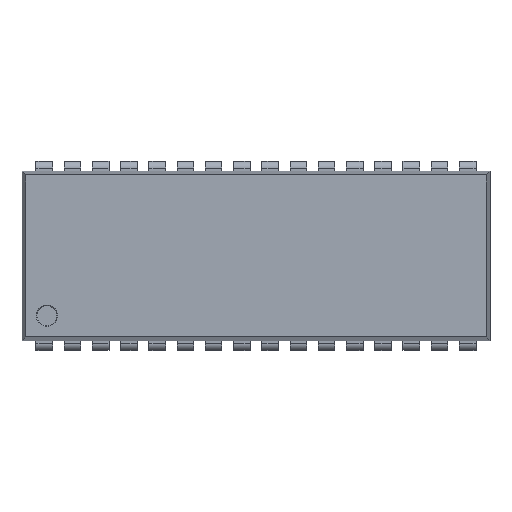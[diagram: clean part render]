
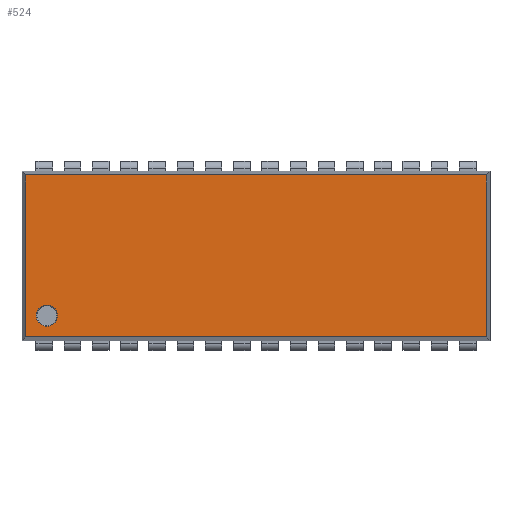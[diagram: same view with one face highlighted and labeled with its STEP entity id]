
A CAD part, top view. The second image highlights one B-rep face of the part: STEP entity #524.
In plain terms, the highlighted planar face has unit normal (0, 0, 1).
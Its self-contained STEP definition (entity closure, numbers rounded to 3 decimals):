
#524=ADVANCED_FACE('',(#1148,#1150),#1152,.T.);
#1148=FACE_BOUND('',#1149,.T.);
#1149=EDGE_LOOP('',(#1616,#1617,#1618,#1619));
#1150=FACE_BOUND('',#1151,.T.);
#1151=EDGE_LOOP('',(#1620));
#1152=PLANE('',#1153);
#1153=AXIS2_PLACEMENT_3D('',#1154,#1155,#1156);
#1154=CARTESIAN_POINT('',(0.,0.,3.5));
#1155=DIRECTION('',(0.,0.,1.));
#1156=DIRECTION('',(1.,0.,0.));
#1616=ORIENTED_EDGE('',*,*,#1972,.T.);
#1617=ORIENTED_EDGE('',*,*,#1973,.T.);
#1618=ORIENTED_EDGE('',*,*,#1974,.T.);
#1619=ORIENTED_EDGE('',*,*,#1975,.T.);
#1620=ORIENTED_EDGE('',*,*,#1976,.T.);
#1972=EDGE_CURVE('',#2214,#2215,#2216,.T.);
#1973=EDGE_CURVE('',#2215,#2217,#2218,.T.);
#1974=EDGE_CURVE('',#2217,#2219,#2220,.T.);
#1975=EDGE_CURVE('',#2219,#2214,#2221,.T.);
#1976=EDGE_CURVE('',#2222,#2222,#2223,.F.);
#2214=VERTEX_POINT('',#2850);
#2215=VERTEX_POINT('',#2851);
#2216=LINE('',#2852,#2853);
#2217=VERTEX_POINT('',#2855);
#2218=LINE('',#2856,#2857);
#2219=VERTEX_POINT('',#2859);
#2220=LINE('',#2860,#2861);
#2221=LINE('',#2863,#2864);
#2222=VERTEX_POINT('',#2866);
#2223=CIRCLE('',#2867,0.476);
#2850=CARTESIAN_POINT('',(10.356,3.641,3.5));
#2851=CARTESIAN_POINT('',(-10.356,3.641,3.5));
#2852=CARTESIAN_POINT('',(10.356,3.641,3.5));
#2853=VECTOR('',#2854,1.);
#2854=DIRECTION('',(-1.,0.,0.));
#2855=CARTESIAN_POINT('',(-10.356,-3.641,3.5));
#2856=CARTESIAN_POINT('',(-10.356,3.641,3.5));
#2857=VECTOR('',#2858,1.);
#2858=DIRECTION('',(0.,-1.,0.));
#2859=CARTESIAN_POINT('',(10.356,-3.641,3.5));
#2860=CARTESIAN_POINT('',(-10.356,-3.641,3.5));
#2861=VECTOR('',#2862,1.);
#2862=DIRECTION('',(1.,0.,0.));
#2863=CARTESIAN_POINT('',(10.356,-3.641,3.5));
#2864=VECTOR('',#2865,1.);
#2865=DIRECTION('',(0.,1.,0.));
#2866=CARTESIAN_POINT('',(-8.928,-2.689,3.5));
#2867=AXIS2_PLACEMENT_3D('',#2868,#2869,#2870);
#2868=CARTESIAN_POINT('',(-9.404,-2.689,3.5));
#2869=DIRECTION('',(0.,0.,1.));
#2870=DIRECTION('',(1.,0.,0.));
